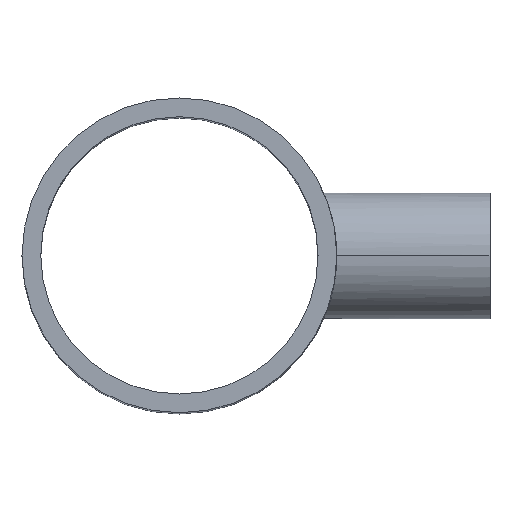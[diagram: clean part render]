
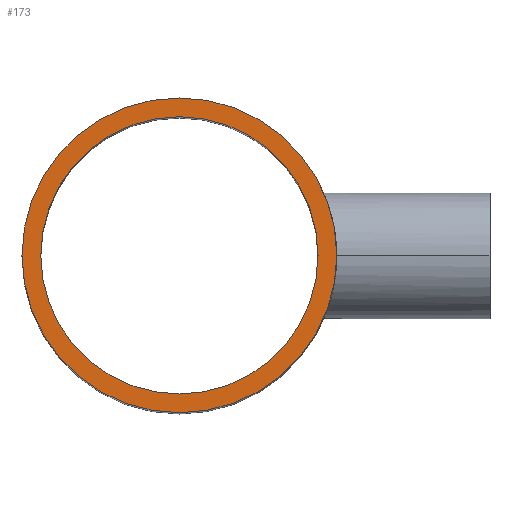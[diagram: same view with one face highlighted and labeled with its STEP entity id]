
A CAD part, top view. The second image highlights one B-rep face of the part: STEP entity #173.
In plain terms, the highlighted planar face has unit normal (0, 0, 1).
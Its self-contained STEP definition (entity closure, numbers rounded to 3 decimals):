
#25 = CARTESIAN_POINT ( 'NONE',  ( -112.5, 0., 263.5 ) ) ;
#47 = CIRCLE ( 'NONE', #152, 99.1 ) ;
#50 = AXIS2_PLACEMENT_3D ( 'NONE', #109, #136, #415 ) ;
#109 = CARTESIAN_POINT ( 'NONE',  ( 0., 0., 263.5 ) ) ;
#123 = CIRCLE ( 'NONE', #328, 112.5 ) ;
#128 = ORIENTED_EDGE ( 'NONE', *, *, #543, .T. ) ;
#135 = EDGE_LOOP ( 'NONE', ( #399, #128 ) ) ;
#136 = DIRECTION ( 'NONE',  ( 0., 0., 1. ) ) ;
#147 = DIRECTION ( 'NONE',  ( 1., 0., 0. ) ) ;
#152 = AXIS2_PLACEMENT_3D ( 'NONE', #305, #611, #527 ) ;
#173 = ADVANCED_FACE ( 'NONE', ( #462, #530 ), #621, .T. ) ;
#196 = CARTESIAN_POINT ( 'NONE',  ( 112.5, 0., 263.5 ) ) ;
#250 = EDGE_CURVE ( 'NONE', #292, #355, #47, .T. ) ;
#266 = CIRCLE ( 'NONE', #50, 99.1 ) ;
#292 = VERTEX_POINT ( 'NONE', #358 ) ;
#305 = CARTESIAN_POINT ( 'NONE',  ( 0., 0., 263.5 ) ) ;
#328 = AXIS2_PLACEMENT_3D ( 'NONE', #492, #638, #486 ) ;
#355 = VERTEX_POINT ( 'NONE', #568 ) ;
#358 = CARTESIAN_POINT ( 'NONE',  ( 99.1, 0., 263.5 ) ) ;
#379 = DIRECTION ( 'NONE',  ( 0., 0., 1. ) ) ;
#394 = ORIENTED_EDGE ( 'NONE', *, *, #654, .F. ) ;
#399 = ORIENTED_EDGE ( 'NONE', *, *, #560, .T. ) ;
#415 = DIRECTION ( 'NONE',  ( 1., 0., 0. ) ) ;
#454 = CARTESIAN_POINT ( 'NONE',  ( 0., 0., 263.5 ) ) ;
#456 = AXIS2_PLACEMENT_3D ( 'NONE', #665, #475, #147 ) ;
#462 = FACE_OUTER_BOUND ( 'NONE', #135, .T. ) ;
#475 = DIRECTION ( 'NONE',  ( 0., 0., 1. ) ) ;
#486 = DIRECTION ( 'NONE',  ( 1., 0., 0. ) ) ;
#492 = CARTESIAN_POINT ( 'NONE',  ( 0., 0., 263.5 ) ) ;
#512 = VERTEX_POINT ( 'NONE', #196 ) ;
#514 = ORIENTED_EDGE ( 'NONE', *, *, #250, .F. ) ;
#526 = CIRCLE ( 'NONE', #567, 112.5 ) ;
#527 = DIRECTION ( 'NONE',  ( 1., 0., 0. ) ) ;
#530 = FACE_BOUND ( 'NONE', #614, .T. ) ;
#543 = EDGE_CURVE ( 'NONE', #512, #605, #123, .T. ) ;
#556 = DIRECTION ( 'NONE',  ( 1., 0., 0. ) ) ;
#560 = EDGE_CURVE ( 'NONE', #605, #512, #526, .T. ) ;
#567 = AXIS2_PLACEMENT_3D ( 'NONE', #454, #379, #556 ) ;
#568 = CARTESIAN_POINT ( 'NONE',  ( -99.1, 0., 263.5 ) ) ;
#605 = VERTEX_POINT ( 'NONE', #25 ) ;
#611 = DIRECTION ( 'NONE',  ( 0., 0., 1. ) ) ;
#614 = EDGE_LOOP ( 'NONE', ( #394, #514 ) ) ;
#621 = PLANE ( 'NONE',  #456 ) ;
#638 = DIRECTION ( 'NONE',  ( 0., 0., 1. ) ) ;
#654 = EDGE_CURVE ( 'NONE', #355, #292, #266, .T. ) ;
#665 = CARTESIAN_POINT ( 'NONE',  ( 0., 0., 263.5 ) ) ;
